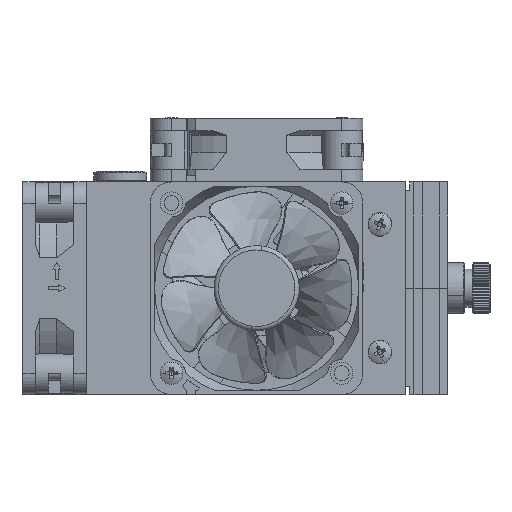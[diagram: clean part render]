
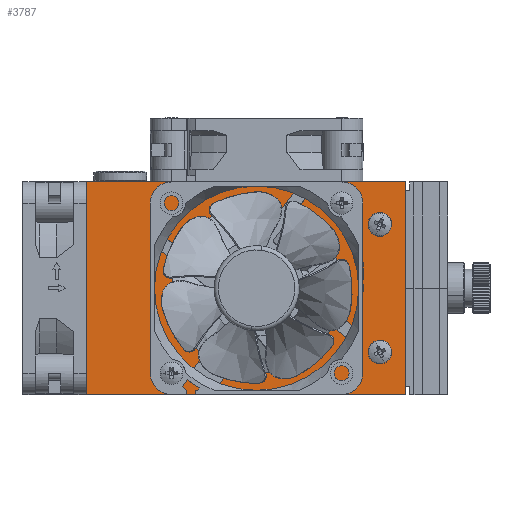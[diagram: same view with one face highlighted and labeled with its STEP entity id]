
A CAD part, left-side view. The second image highlights one B-rep face of the part: STEP entity #3787.
In plain terms, the highlighted planar face has unit normal (-1, 0, 0).
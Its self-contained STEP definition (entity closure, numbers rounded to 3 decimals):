
#1085 = EDGE_LOOP ( 'NONE', ( #14818, #12744 ) ) ;
#1120 = CARTESIAN_POINT ( 'NONE',  ( -25., 6., -13.75 ) ) ;
#1609 = CARTESIAN_POINT ( 'NONE',  ( -25., 75., -25. ) ) ;
#1771 = AXIS2_PLACEMENT_3D ( 'NONE', #20465, #1926, #23548 ) ;
#1874 = CIRCLE ( 'NONE', #22422, 1.25 ) ;
#1926 = DIRECTION ( 'NONE',  ( 1., 0., 0. ) ) ;
#1981 = ORIENTED_EDGE ( 'NONE', *, *, #5381, .T. ) ;
#2352 = EDGE_CURVE ( 'NONE', #4248, #10069, #29725, .T. ) ;
#2582 = DIRECTION ( 'NONE',  ( -1., 0., 0. ) ) ;
#3634 = ORIENTED_EDGE ( 'NONE', *, *, #38499, .T. ) ;
#3787 = ADVANCED_FACE ( 'NONE', ( #5376, #29983, #37250, #29019, #20843, #12619 ), #32266, .F. ) ;
#4248 = VERTEX_POINT ( 'NONE', #1609 ) ;
#4328 = CARTESIAN_POINT ( 'NONE',  ( -25., 55., -20. ) ) ;
#4553 = CARTESIAN_POINT ( 'NONE',  ( -25., 75., 25. ) ) ;
#5109 = CARTESIAN_POINT ( 'NONE',  ( -25., 15., 20. ) ) ;
#5376 = FACE_BOUND ( 'NONE', #1085, .T. ) ;
#5381 = EDGE_CURVE ( 'NONE', #15800, #25661, #21711, .T. ) ;
#5571 = EDGE_CURVE ( 'NONE', #31575, #14524, #34256, .T. ) ;
#6074 = VECTOR ( 'NONE', #18197, 1000. ) ;
#6182 = EDGE_LOOP ( 'NONE', ( #8369, #10582, #16094, #31698 ) ) ;
#6549 = VERTEX_POINT ( 'NONE', #24975 ) ;
#6824 = CARTESIAN_POINT ( 'NONE',  ( -25., 6., 13.75 ) ) ;
#7328 = CARTESIAN_POINT ( 'NONE',  ( -25., 55., -21.3 ) ) ;
#7417 = DIRECTION ( 'NONE',  ( -1., 0., 0. ) ) ;
#7427 = DIRECTION ( 'NONE',  ( 0., 0., 1. ) ) ;
#7650 = VERTEX_POINT ( 'NONE', #4553 ) ;
#7812 = LINE ( 'NONE', #19162, #23268 ) ;
#8106 = VECTOR ( 'NONE', #11815, 1000. ) ;
#8201 = CARTESIAN_POINT ( 'NONE',  ( -25., 6., -15. ) ) ;
#8206 = DIRECTION ( 'NONE',  ( 0., 0., 1. ) ) ;
#8345 = VERTEX_POINT ( 'NONE', #25283 ) ;
#8369 = ORIENTED_EDGE ( 'NONE', *, *, #34243, .T. ) ;
#8410 = AXIS2_PLACEMENT_3D ( 'NONE', #5109, #26691, #8206 ) ;
#8574 = EDGE_CURVE ( 'NONE', #25708, #36374, #22521, .T. ) ;
#8873 = EDGE_LOOP ( 'NONE', ( #3634, #1981 ) ) ;
#9009 = DIRECTION ( 'NONE',  ( 1., 0., 0. ) ) ;
#9552 = CIRCLE ( 'NONE', #33509, 1.25 ) ;
#9700 = EDGE_CURVE ( 'NONE', #14637, #6549, #39633, .T. ) ;
#10069 = VERTEX_POINT ( 'NONE', #17925 ) ;
#10378 = CARTESIAN_POINT ( 'NONE',  ( -25., 6., 16.25 ) ) ;
#10582 = ORIENTED_EDGE ( 'NONE', *, *, #12654, .F. ) ;
#11266 = AXIS2_PLACEMENT_3D ( 'NONE', #15862, #37470, #18966 ) ;
#11316 = DIRECTION ( 'NONE',  ( 0., 0., 1. ) ) ;
#11809 = DIRECTION ( 'NONE',  ( 1., 0., 0. ) ) ;
#11815 = DIRECTION ( 'NONE',  ( 0., -1., 0. ) ) ;
#12011 = ORIENTED_EDGE ( 'NONE', *, *, #9700, .F. ) ;
#12619 = FACE_OUTER_BOUND ( 'NONE', #6182, .T. ) ;
#12654 = EDGE_CURVE ( 'NONE', #7650, #14118, #32740, .T. ) ;
#12744 = ORIENTED_EDGE ( 'NONE', *, *, #34528, .T. ) ;
#12839 = EDGE_CURVE ( 'NONE', #6549, #14637, #37084, .T. ) ;
#13787 = CARTESIAN_POINT ( 'NONE',  ( -25., 75., -25. ) ) ;
#13797 = DIRECTION ( 'NONE',  ( 0., 0., 1. ) ) ;
#13814 = CARTESIAN_POINT ( 'NONE',  ( -25., 35., 0. ) ) ;
#14118 = VERTEX_POINT ( 'NONE', #19157 ) ;
#14524 = VERTEX_POINT ( 'NONE', #35842 ) ;
#14637 = VERTEX_POINT ( 'NONE', #7328 ) ;
#14719 = EDGE_CURVE ( 'NONE', #4248, #7650, #17072, .T. ) ;
#14770 = EDGE_LOOP ( 'NONE', ( #15788, #25310 ) ) ;
#14818 = ORIENTED_EDGE ( 'NONE', *, *, #19579, .T. ) ;
#15433 = AXIS2_PLACEMENT_3D ( 'NONE', #13787, #16891, #38503 ) ;
#15513 = AXIS2_PLACEMENT_3D ( 'NONE', #8201, #29775, #11316 ) ;
#15788 = ORIENTED_EDGE ( 'NONE', *, *, #29847, .F. ) ;
#15800 = VERTEX_POINT ( 'NONE', #10378 ) ;
#15862 = CARTESIAN_POINT ( 'NONE',  ( -25., 55., -20. ) ) ;
#16094 = ORIENTED_EDGE ( 'NONE', *, *, #14719, .F. ) ;
#16347 = CARTESIAN_POINT ( 'NONE',  ( -25., 35., 20. ) ) ;
#16891 = DIRECTION ( 'NONE',  ( 1., 0., 0. ) ) ;
#16921 = DIRECTION ( 'NONE',  ( 0., 0., 1. ) ) ;
#17072 = LINE ( 'NONE', #19753, #32523 ) ;
#17444 = CIRCLE ( 'NONE', #15513, 1.25 ) ;
#17925 = CARTESIAN_POINT ( 'NONE',  ( -25., 0., -25. ) ) ;
#18197 = DIRECTION ( 'NONE',  ( 0., -1., 0. ) ) ;
#18343 = AXIS2_PLACEMENT_3D ( 'NONE', #21115, #2582, #24195 ) ;
#18966 = DIRECTION ( 'NONE',  ( 0., 0., 1. ) ) ;
#19157 = CARTESIAN_POINT ( 'NONE',  ( -25., 0., 25. ) ) ;
#19162 = CARTESIAN_POINT ( 'NONE',  ( -25., 0., -25. ) ) ;
#19547 = CIRCLE ( 'NONE', #8410, 1.3 ) ;
#19579 = EDGE_CURVE ( 'NONE', #8345, #24388, #1874, .T. ) ;
#19753 = CARTESIAN_POINT ( 'NONE',  ( -25., 75., -25. ) ) ;
#20465 = CARTESIAN_POINT ( 'NONE',  ( -25., 6., 15. ) ) ;
#20789 = EDGE_LOOP ( 'NONE', ( #35977, #22440 ) ) ;
#20843 = FACE_BOUND ( 'NONE', #20789, .T. ) ;
#21115 = CARTESIAN_POINT ( 'NONE',  ( -25., 15., 20. ) ) ;
#21711 = CIRCLE ( 'NONE', #1771, 1.25 ) ;
#22422 = AXIS2_PLACEMENT_3D ( 'NONE', #27487, #9009, #30579 ) ;
#22424 = CIRCLE ( 'NONE', #31928, 20. ) ;
#22440 = ORIENTED_EDGE ( 'NONE', *, *, #8574, .F. ) ;
#22521 = CIRCLE ( 'NONE', #37036, 20. ) ;
#22694 = CARTESIAN_POINT ( 'NONE',  ( -25., 15., 18.7 ) ) ;
#23268 = VECTOR ( 'NONE', #28459, 1000. ) ;
#23548 = DIRECTION ( 'NONE',  ( 0., 0., -1. ) ) ;
#24195 = DIRECTION ( 'NONE',  ( 0., 0., 1. ) ) ;
#24388 = VERTEX_POINT ( 'NONE', #1120 ) ;
#24975 = CARTESIAN_POINT ( 'NONE',  ( -25., 55., -18.7 ) ) ;
#25283 = CARTESIAN_POINT ( 'NONE',  ( -25., 6., -16.25 ) ) ;
#25310 = ORIENTED_EDGE ( 'NONE', *, *, #5571, .F. ) ;
#25661 = VERTEX_POINT ( 'NONE', #6824 ) ;
#25708 = VERTEX_POINT ( 'NONE', #37883 ) ;
#25899 = CARTESIAN_POINT ( 'NONE',  ( -25., 35., 0. ) ) ;
#25911 = DIRECTION ( 'NONE',  ( -1., 0., 0. ) ) ;
#26691 = DIRECTION ( 'NONE',  ( -1., 0., 0. ) ) ;
#26925 = ORIENTED_EDGE ( 'NONE', *, *, #12839, .F. ) ;
#27487 = CARTESIAN_POINT ( 'NONE',  ( -25., 6., -15. ) ) ;
#28459 = DIRECTION ( 'NONE',  ( 0., 0., 1. ) ) ;
#28991 = DIRECTION ( 'NONE',  ( 0., 0., 1. ) ) ;
#29019 = FACE_BOUND ( 'NONE', #34044, .T. ) ;
#29665 = EDGE_CURVE ( 'NONE', #36374, #25708, #22424, .T. ) ;
#29725 = LINE ( 'NONE', #33442, #6074 ) ;
#29775 = DIRECTION ( 'NONE',  ( 1., 0., 0. ) ) ;
#29847 = EDGE_CURVE ( 'NONE', #14524, #31575, #19547, .T. ) ;
#29983 = FACE_BOUND ( 'NONE', #8873, .T. ) ;
#30282 = CARTESIAN_POINT ( 'NONE',  ( -25., 6., 15. ) ) ;
#30416 = CARTESIAN_POINT ( 'NONE',  ( -25., 75., 25. ) ) ;
#30579 = DIRECTION ( 'NONE',  ( 0., 0., 1. ) ) ;
#31575 = VERTEX_POINT ( 'NONE', #22694 ) ;
#31698 = ORIENTED_EDGE ( 'NONE', *, *, #2352, .T. ) ;
#31928 = AXIS2_PLACEMENT_3D ( 'NONE', #25899, #7417, #28991 ) ;
#32266 = PLANE ( 'NONE',  #15433 ) ;
#32523 = VECTOR ( 'NONE', #13797, 1000. ) ;
#32651 = AXIS2_PLACEMENT_3D ( 'NONE', #4328, #25911, #7427 ) ;
#32740 = LINE ( 'NONE', #30416, #8106 ) ;
#33397 = DIRECTION ( 'NONE',  ( 0., 0., -1. ) ) ;
#33442 = CARTESIAN_POINT ( 'NONE',  ( -25., 75., -25. ) ) ;
#33509 = AXIS2_PLACEMENT_3D ( 'NONE', #30282, #11809, #33397 ) ;
#34044 = EDGE_LOOP ( 'NONE', ( #26925, #12011 ) ) ;
#34243 = EDGE_CURVE ( 'NONE', #10069, #14118, #7812, .T. ) ;
#34256 = CIRCLE ( 'NONE', #18343, 1.3 ) ;
#34528 = EDGE_CURVE ( 'NONE', #24388, #8345, #17444, .T. ) ;
#35410 = DIRECTION ( 'NONE',  ( -1., 0., 0. ) ) ;
#35842 = CARTESIAN_POINT ( 'NONE',  ( -25., 15., 21.3 ) ) ;
#35977 = ORIENTED_EDGE ( 'NONE', *, *, #29665, .F. ) ;
#36374 = VERTEX_POINT ( 'NONE', #16347 ) ;
#37036 = AXIS2_PLACEMENT_3D ( 'NONE', #13814, #35410, #16921 ) ;
#37084 = CIRCLE ( 'NONE', #11266, 1.3 ) ;
#37250 = FACE_BOUND ( 'NONE', #14770, .T. ) ;
#37470 = DIRECTION ( 'NONE',  ( -1., 0., 0. ) ) ;
#37883 = CARTESIAN_POINT ( 'NONE',  ( -25., 35., -20. ) ) ;
#38499 = EDGE_CURVE ( 'NONE', #25661, #15800, #9552, .T. ) ;
#38503 = DIRECTION ( 'NONE',  ( 0., 0., -1. ) ) ;
#39633 = CIRCLE ( 'NONE', #32651, 1.3 ) ;
